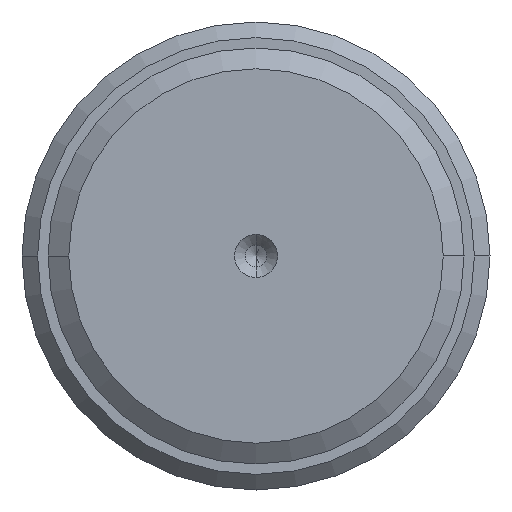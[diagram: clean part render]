
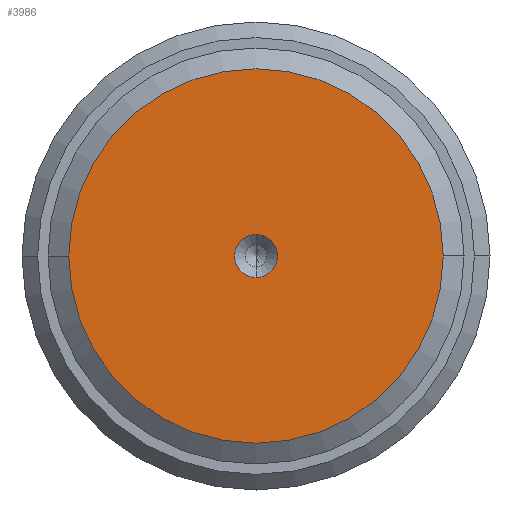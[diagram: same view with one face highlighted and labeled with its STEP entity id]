
A CAD part, left-side view. The second image highlights one B-rep face of the part: STEP entity #3986.
In plain terms, the highlighted planar face has unit normal (-1, 0, 0).
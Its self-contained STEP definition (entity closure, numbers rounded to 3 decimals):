
#288 = ORIENTED_EDGE ( 'NONE', *, *, #2177, .T. ) ;
#325 = VERTEX_POINT ( 'NONE', #1998 ) ;
#373 = AXIS2_PLACEMENT_3D ( 'NONE', #562, #3157, #3090 ) ;
#480 = DIRECTION ( 'NONE',  ( -1., 0., 0. ) ) ;
#559 = DIRECTION ( 'NONE',  ( 0., -1., 0. ) ) ;
#562 = CARTESIAN_POINT ( 'NONE',  ( 0., 0., 0. ) ) ;
#630 = AXIS2_PLACEMENT_3D ( 'NONE', #2849, #2869, #945 ) ;
#643 = EDGE_CURVE ( 'NONE', #2198, #4103, #3280, .T. ) ;
#854 = DIRECTION ( 'NONE',  ( -1., 0., 0. ) ) ;
#945 = DIRECTION ( 'NONE',  ( 0., -1., 0. ) ) ;
#1142 = CARTESIAN_POINT ( 'NONE',  ( 0., 0., 0. ) ) ;
#1413 = ORIENTED_EDGE ( 'NONE', *, *, #3323, .T. ) ;
#1480 = ORIENTED_EDGE ( 'NONE', *, *, #2410, .T. ) ;
#1739 = CARTESIAN_POINT ( 'NONE',  ( 0., 0., 0. ) ) ;
#1878 = CARTESIAN_POINT ( 'NONE',  ( 0., 0., 0. ) ) ;
#1998 = CARTESIAN_POINT ( 'NONE',  ( 0., 0., 2.075 ) ) ;
#2147 = CIRCLE ( 'NONE', #3145, 2.075 ) ;
#2177 = EDGE_CURVE ( 'NONE', #3507, #325, #2147, .T. ) ;
#2180 = EDGE_LOOP ( 'NONE', ( #1480, #288 ) ) ;
#2198 = VERTEX_POINT ( 'NONE', #2991 ) ;
#2410 = EDGE_CURVE ( 'NONE', #325, #3507, #4057, .T. ) ;
#2476 = DIRECTION ( 'NONE',  ( 0., -1., 0. ) ) ;
#2665 = FACE_BOUND ( 'NONE', #2180, .T. ) ;
#2698 = FACE_OUTER_BOUND ( 'NONE', #4000, .T. ) ;
#2849 = CARTESIAN_POINT ( 'NONE',  ( 0., 0., 0. ) ) ;
#2869 = DIRECTION ( 'NONE',  ( 1., 0., 0. ) ) ;
#2964 = PLANE ( 'NONE',  #3812 ) ;
#2991 = CARTESIAN_POINT ( 'NONE',  ( 0., -18., 0. ) ) ;
#3053 = ORIENTED_EDGE ( 'NONE', *, *, #643, .T. ) ;
#3090 = DIRECTION ( 'NONE',  ( 0., -1., 0. ) ) ;
#3145 = AXIS2_PLACEMENT_3D ( 'NONE', #1142, #4041, #2476 ) ;
#3157 = DIRECTION ( 'NONE',  ( -1., 0., 0. ) ) ;
#3280 = CIRCLE ( 'NONE', #3531, 18. ) ;
#3323 = EDGE_CURVE ( 'NONE', #4103, #2198, #3354, .T. ) ;
#3354 = CIRCLE ( 'NONE', #373, 18. ) ;
#3507 = VERTEX_POINT ( 'NONE', #3982 ) ;
#3531 = AXIS2_PLACEMENT_3D ( 'NONE', #1878, #854, #559 ) ;
#3595 = DIRECTION ( 'NONE',  ( 0., -1., 0. ) ) ;
#3752 = CARTESIAN_POINT ( 'NONE',  ( 0., 18., 0. ) ) ;
#3812 = AXIS2_PLACEMENT_3D ( 'NONE', #1739, #480, #3595 ) ;
#3982 = CARTESIAN_POINT ( 'NONE',  ( 0., 0., -2.075 ) ) ;
#3986 = ADVANCED_FACE ( 'NONE', ( #2665, #2698 ), #2964, .T. ) ;
#4000 = EDGE_LOOP ( 'NONE', ( #1413, #3053 ) ) ;
#4041 = DIRECTION ( 'NONE',  ( 1., 0., 0. ) ) ;
#4057 = CIRCLE ( 'NONE', #630, 2.075 ) ;
#4103 = VERTEX_POINT ( 'NONE', #3752 ) ;
